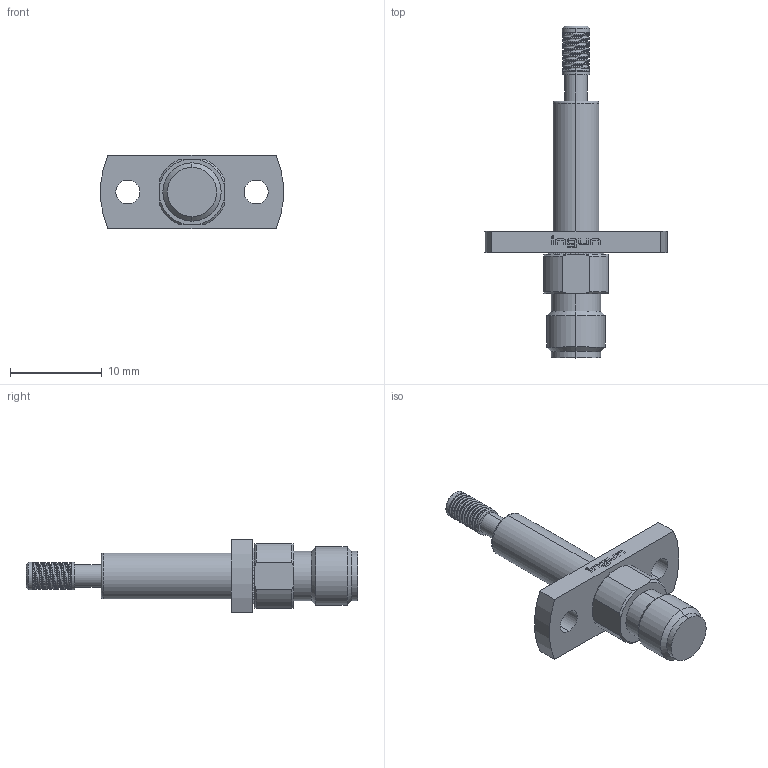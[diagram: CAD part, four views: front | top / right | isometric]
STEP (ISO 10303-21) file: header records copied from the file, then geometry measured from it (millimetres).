
FILE_DESCRIPTION (( 'STEP AP203' ), '1' );
FILE_NAME ('INGUN_HFS-856_305_030_A_xx43_MS180-H.STEP', '2022-05-05T09:31:16', ( 'ochi' ), ( '' ), 'SwSTEP 2.0', 'SolidWorks 2018', '' );
FILE_SCHEMA (( 'CONFIG_CONTROL_DESIGN' ));
Length unit declared in the file: millimetre
Products named in the file (1): INGUN_HFS-856_305_030_A_xx43_MS180-H
Bounding box: 19.93 x 36.2 x 8 mm (x, y, z)
Volume: 1039 mm3; surface area: 1088.5 mm2
Topology: 1 solids, 1 shells, 351 faces, 975 edges, 644 vertices
Faces by surface type: plane 199, cylinder 99, bspline 24, cone 18, torus 10, sphere 1
Entity records: 13649 total; most frequent: CARTESIAN_POINT 4633, ORIENTED_EDGE 1944, DIRECTION 1762, EDGE_CURVE 972, VERTEX_POINT 642, VECTOR 620, LINE 620, AXIS2_PLACEMENT_3D 571
